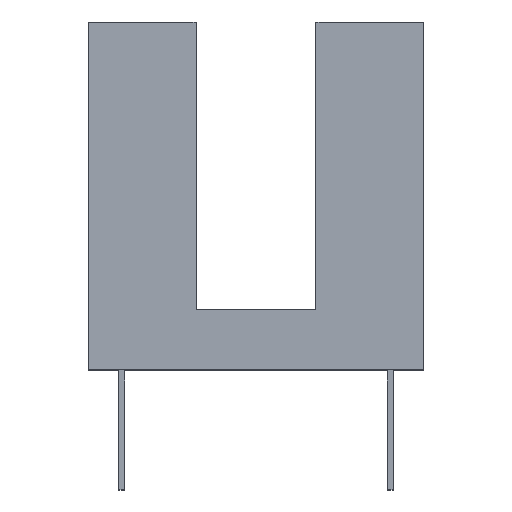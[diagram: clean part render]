
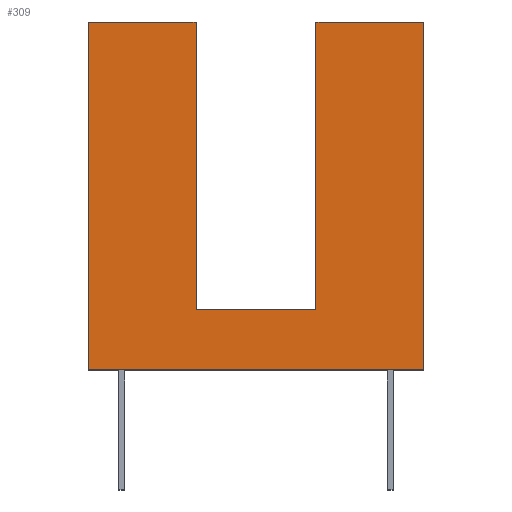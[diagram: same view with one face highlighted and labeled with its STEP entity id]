
A CAD part, top view. The second image highlights one B-rep face of the part: STEP entity #309.
In plain terms, the highlighted planar face has unit normal (0, 0, 1).
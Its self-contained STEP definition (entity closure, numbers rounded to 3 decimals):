
#9 = VERTEX_POINT ( 'NONE', #391 ) ;
#18 = VERTEX_POINT ( 'NONE', #610 ) ;
#20 = EDGE_CURVE ( 'NONE', #42, #18, #609, .T. ) ;
#37 = EDGE_CURVE ( 'NONE', #124, #42, #465, .T. ) ;
#42 = VERTEX_POINT ( 'NONE', #547 ) ;
#50 = EDGE_CURVE ( 'NONE', #9, #124, #541, .T. ) ;
#124 = VERTEX_POINT ( 'NONE', #855 ) ;
#127 = ORIENTED_EDGE ( 'NONE', *, *, #256, .T. ) ;
#128 = ORIENTED_EDGE ( 'NONE', *, *, #283, .T. ) ;
#129 = ORIENTED_EDGE ( 'NONE', *, *, #50, .T. ) ;
#134 = ORIENTED_EDGE ( 'NONE', *, *, #155, .T. ) ;
#135 = ORIENTED_EDGE ( 'NONE', *, *, #307, .T. ) ;
#138 = ORIENTED_EDGE ( 'NONE', *, *, #37, .T. ) ;
#139 = ORIENTED_EDGE ( 'NONE', *, *, #20, .T. ) ;
#140 = ORIENTED_EDGE ( 'NONE', *, *, #161, .T. ) ;
#145 = VERTEX_POINT ( 'NONE', #792 ) ;
#146 = VERTEX_POINT ( 'NONE', #791 ) ;
#155 = EDGE_CURVE ( 'NONE', #146, #145, #785, .T. ) ;
#161 = EDGE_CURVE ( 'NONE', #18, #146, #771, .T. ) ;
#256 = EDGE_CURVE ( 'NONE', #257, #284, #939, .T. ) ;
#257 = VERTEX_POINT ( 'NONE', #935 ) ;
#283 = EDGE_CURVE ( 'NONE', #284, #9, #1051, .T. ) ;
#284 = VERTEX_POINT ( 'NONE', #1047 ) ;
#307 = EDGE_CURVE ( 'NONE', #145, #257, #1012, .T. ) ;
#309 = ADVANCED_FACE ( 'NONE', ( #1008 ), #1007, .T. ) ;
#310 = EDGE_LOOP ( 'NONE', ( #127, #128, #129, #138, #139, #140, #134, #135 ) ) ;
#391 = CARTESIAN_POINT ( 'NONE',  ( 7., 0., 5. ) ) ;
#462 = DIRECTION ( 'NONE',  ( -1., 0., 0. ) ) ;
#463 = VECTOR ( 'NONE', #462, 1000. ) ;
#464 = CARTESIAN_POINT ( 'NONE',  ( 2.5, 14.5, 5. ) ) ;
#465 = LINE ( 'NONE', #464, #463 ) ;
#538 = DIRECTION ( 'NONE',  ( 0., 1., 0. ) ) ;
#539 = VECTOR ( 'NONE', #538, 1000. ) ;
#540 = CARTESIAN_POINT ( 'NONE',  ( 7., 14.5, 5. ) ) ;
#541 = LINE ( 'NONE', #540, #539 ) ;
#547 = CARTESIAN_POINT ( 'NONE',  ( 2.5, 14.5, 5. ) ) ;
#606 = DIRECTION ( 'NONE',  ( 0., -1., 0. ) ) ;
#607 = VECTOR ( 'NONE', #606, 1000. ) ;
#608 = CARTESIAN_POINT ( 'NONE',  ( 2.5, 14.5, 5. ) ) ;
#609 = LINE ( 'NONE', #608, #607 ) ;
#610 = CARTESIAN_POINT ( 'NONE',  ( 2.5, 2.5, 5. ) ) ;
#768 = DIRECTION ( 'NONE',  ( -1., 0., 0. ) ) ;
#769 = VECTOR ( 'NONE', #768, 1000. ) ;
#770 = CARTESIAN_POINT ( 'NONE',  ( -2.5, 2.5, 5. ) ) ;
#771 = LINE ( 'NONE', #770, #769 ) ;
#782 = DIRECTION ( 'NONE',  ( 0., 1., 0. ) ) ;
#783 = VECTOR ( 'NONE', #782, 1000. ) ;
#784 = CARTESIAN_POINT ( 'NONE',  ( -2.5, 14.5, 5. ) ) ;
#785 = LINE ( 'NONE', #784, #783 ) ;
#791 = CARTESIAN_POINT ( 'NONE',  ( -2.5, 2.5, 5. ) ) ;
#792 = CARTESIAN_POINT ( 'NONE',  ( -2.5, 14.5, 5. ) ) ;
#855 = CARTESIAN_POINT ( 'NONE',  ( 7., 14.5, 5. ) ) ;
#935 = CARTESIAN_POINT ( 'NONE',  ( -7., 14.5, 5. ) ) ;
#936 = DIRECTION ( 'NONE',  ( 0., -1., 0. ) ) ;
#937 = VECTOR ( 'NONE', #936, 1000. ) ;
#938 = CARTESIAN_POINT ( 'NONE',  ( -7., 14.5, 5. ) ) ;
#939 = LINE ( 'NONE', #938, #937 ) ;
#1003 = DIRECTION ( 'NONE',  ( 1., 0., 0. ) ) ;
#1004 = DIRECTION ( 'NONE',  ( 0., 0., 1. ) ) ;
#1005 = CARTESIAN_POINT ( 'NONE',  ( -7., 14.5, 5. ) ) ;
#1006 = AXIS2_PLACEMENT_3D ( 'NONE', #1005, #1004, #1003 ) ;
#1007 = PLANE ( 'NONE',  #1006 ) ;
#1008 = FACE_OUTER_BOUND ( 'NONE', #310, .T. ) ;
#1009 = DIRECTION ( 'NONE',  ( -1., 0., 0. ) ) ;
#1010 = VECTOR ( 'NONE', #1009, 1000. ) ;
#1011 = CARTESIAN_POINT ( 'NONE',  ( -7., 14.5, 5. ) ) ;
#1012 = LINE ( 'NONE', #1011, #1010 ) ;
#1047 = CARTESIAN_POINT ( 'NONE',  ( -7., 0., 5. ) ) ;
#1048 = DIRECTION ( 'NONE',  ( 1., 0., 0. ) ) ;
#1049 = VECTOR ( 'NONE', #1048, 1000. ) ;
#1050 = CARTESIAN_POINT ( 'NONE',  ( -7., 0., 5. ) ) ;
#1051 = LINE ( 'NONE', #1050, #1049 ) ;
